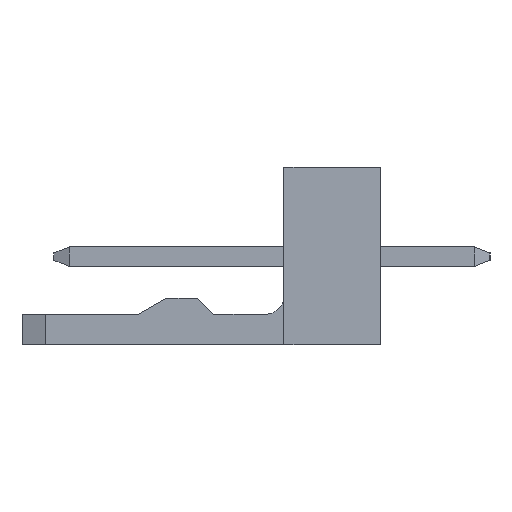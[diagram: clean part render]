
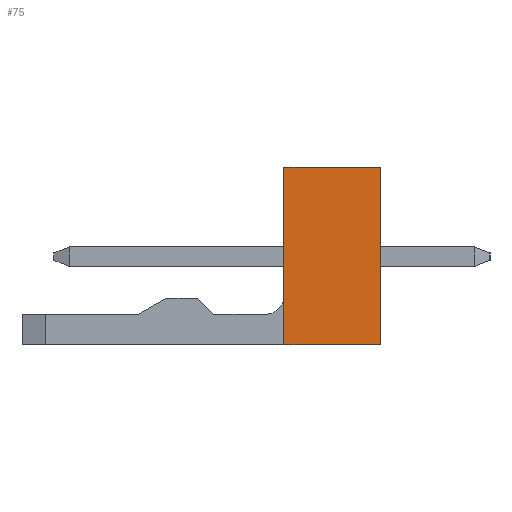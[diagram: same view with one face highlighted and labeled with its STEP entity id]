
A CAD part, left-side view. The second image highlights one B-rep face of the part: STEP entity #75.
In plain terms, the highlighted planar face has unit normal (-1, 0, 0).
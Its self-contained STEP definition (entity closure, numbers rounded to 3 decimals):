
#75=ADVANCED_FACE('',(#478),#479,.F.);
#478=FACE_OUTER_BOUND('',#1302,.T.);
#479=PLANE('',#1303);
#1302=EDGE_LOOP('',(#2126,#2127,#2128,#2129));
#1303=AXIS2_PLACEMENT_3D('',#2130,#2131,#2132);
#2126=ORIENTED_EDGE('',*,*,#5248,.F.);
#2127=ORIENTED_EDGE('',*,*,#5249,.F.);
#2128=ORIENTED_EDGE('',*,*,#5250,.F.);
#2129=ORIENTED_EDGE('',*,*,#5251,.F.);
#2130=CARTESIAN_POINT('',(-13.97,0.0,0.0));
#2131=DIRECTION('',(1.0,0.0,0.0));
#2132=DIRECTION('',(0.0,1.0,0.0));
#5248=EDGE_CURVE('',#6294,#6295,#6296,.T.);
#5249=EDGE_CURVE('',#6297,#6294,#6298,.T.);
#5250=EDGE_CURVE('',#6299,#6297,#6300,.T.);
#5251=EDGE_CURVE('',#6295,#6299,#6301,.T.);
#6294=VERTEX_POINT('',#7898);
#6295=VERTEX_POINT('',#7899);
#6296=LINE('',#7900,#7901);
#6297=VERTEX_POINT('',#7902);
#6298=LINE('',#7903,#7904);
#6299=VERTEX_POINT('',#7905);
#6300=LINE('',#7906,#7907);
#6301=LINE('',#7908,#7909);
#7898=CARTESIAN_POINT('',(-13.97,1.58,-2.9));
#7899=CARTESIAN_POINT('',(-13.97,1.58,2.9));
#7900=CARTESIAN_POINT('',(-13.97,1.58,-2.9));
#7901=VECTOR('',#10478,5.8);
#7902=CARTESIAN_POINT('',(-13.97,-1.58,-2.9));
#7903=CARTESIAN_POINT('',(-13.97,-1.58,-2.9));
#7904=VECTOR('',#10479,3.16);
#7905=CARTESIAN_POINT('',(-13.97,-1.58,2.9));
#7906=CARTESIAN_POINT('',(-13.97,-1.58,2.9));
#7907=VECTOR('',#10480,5.8);
#7908=CARTESIAN_POINT('',(-13.97,1.58,2.9));
#7909=VECTOR('',#10481,3.16);
#10478=DIRECTION('',(0.0,0.0,1.0));
#10479=DIRECTION('',(0.0,1.0,0.0));
#10480=DIRECTION('',(0.0,0.0,-1.0));
#10481=DIRECTION('',(0.0,-1.0,0.0));
